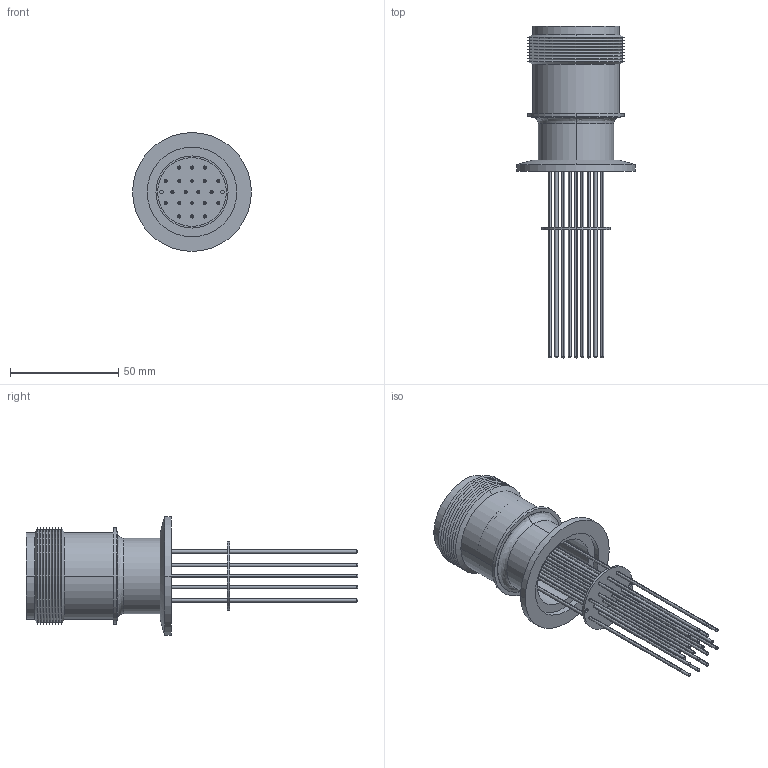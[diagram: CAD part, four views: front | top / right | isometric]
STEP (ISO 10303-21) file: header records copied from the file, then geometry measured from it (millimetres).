
FILE_DESCRIPTION (( 'STEP AP203' ), '1' );
FILE_NAME ('A0209-4-QF.STEP', '2013-03-13T17:54:43', ( '' ), ( '' ), 'SwSTEP 2.0', 'SolidWorks 2012', '' );
FILE_SCHEMA (( 'CONFIG_CONTROL_DESIGN' ));
Length unit declared in the file: inch
Products named in the file (1): A0209-4-QF
Bounding box: 54.89 x 153.29 x 54.89 mm (x, y, z)
Volume: 24229.1 mm3; surface area: 42181.6 mm2
Topology: 1 solids, 1 shells, 557 faces, 1293 edges, 848 vertices
Faces by surface type: cylinder 270, plane 125, bspline 124, cone 38
Entity records: 17787 total; most frequent: CARTESIAN_POINT 4937, DIRECTION 2861, ORIENTED_EDGE 2586, EDGE_CURVE 1293, AXIS2_PLACEMENT_3D 1260, VERTEX_POINT 848, CIRCLE 826, EDGE_LOOP 709
